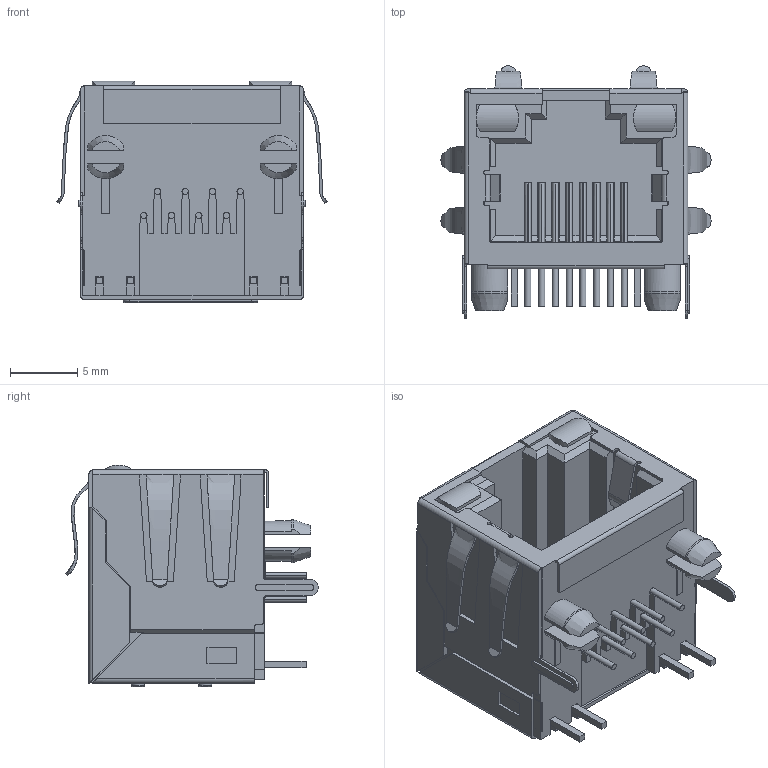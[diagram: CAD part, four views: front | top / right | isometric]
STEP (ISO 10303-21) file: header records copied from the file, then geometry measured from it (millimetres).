
FILE_DESCRIPTION((''),'2;1');
FILE_NAME('DGKYD561188DE6A3DY1027','2023-03-24T08:45:30',('Administrator'),(''),'CREO PARAMETRIC BY PTC INC, 2019010','CREO PARAMETRIC BY PTC INC, 2019010','');
FILE_SCHEMA(('CONFIG_CONTROL_DESIGN'));
Length unit declared in the file: millimetre
Products named in the file (1): DGKYD561188DE6A3DY1027
Bounding box: 20.04 x 18.72 x 16.46 mm (x, y, z)
Volume: 2318.4 mm3; surface area: 2911.5 mm2
Topology: 1 solids, 1 shells, 693 faces, 1984 edges, 1317 vertices
Faces by surface type: plane 548, cylinder 119, extrusion 12, cone 10, torus 4
Entity records: 23748 total; most frequent: CARTESIAN_POINT 5634, ORIENTED_EDGE 3968, DIRECTION 3435, EDGE_CURVE 1984, VECTOR 1597, LINE 1585, VERTEX_POINT 1317, AXIS2_PLACEMENT_3D 919
